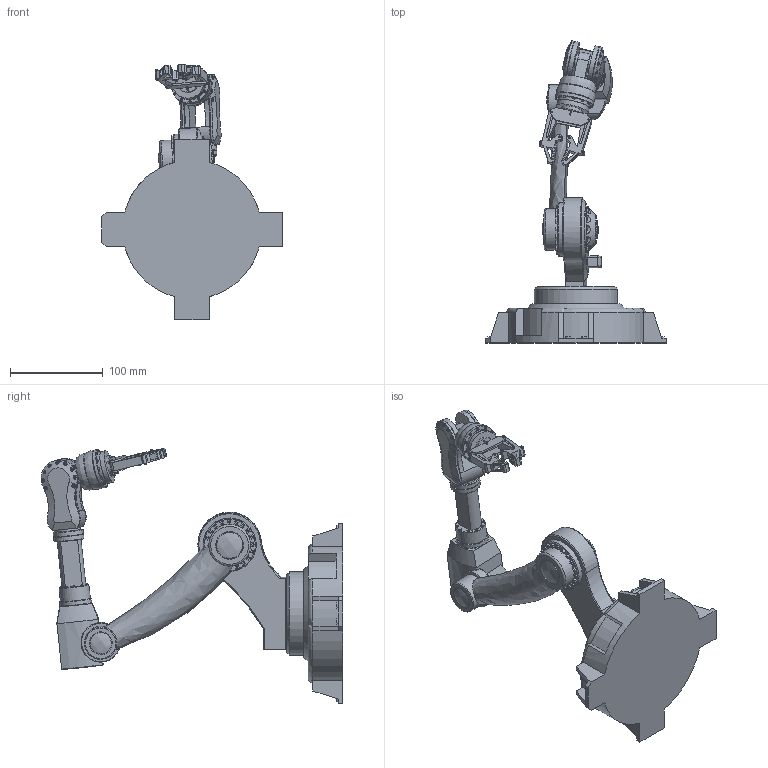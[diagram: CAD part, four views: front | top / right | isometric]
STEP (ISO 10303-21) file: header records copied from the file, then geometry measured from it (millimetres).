
FILE_DESCRIPTION(/* description */ (''),/* implementation_level */ '2;1');
FILE_NAME(/* name */ 'Little Robot Arm.stp',/* time_stamp */ '2025-01-31T12:37:30-05:00',/* author */ ('sara_'),/* organization */ (''),/* preprocessor_version */ 'ST-DEVELOPER v19.2',/* originating_system */ 'Autodesk Inventor 2024',/* authorisation */ '');
FILE_SCHEMA (('AUTOMOTIVE_DESIGN { 1 0 10303 214 3 1 1 }'));
Products named in the file (1): Little Robot Arm
Bounding box: 195.24 x 326.31 x 276.32 mm (x, y, z)
Volume: 1462442.1 mm3; surface area: 196917.8 mm2
Topology: 9 solids, 9 shells, 1576 faces, 3930 edges, 2581 vertices
Faces by surface type: plane 1344, cylinder 192, bspline 19, torus 17, cone 4
Full cylindrical faces by diameter (mm): 1.25 x8, 1.5 x6, 1.75 x8, 6.5 x1, 15 x14, 20 x2, 21 x1, 23 x2, 25 x1, 27.5 x1, 28 x1, 30 x1, 31.5 x1, 32.5 x3, 34.5 x1, 35 x3, 39.5 x1, 41.25 x1, 42 x1, 42.5 x1, 45 x1, 50 x1, 90 x1
Entity records: 52345 total; most frequent: CARTESIAN_POINT 12904, ORIENTED_EDGE 7860, DIRECTION 7374, EDGE_CURVE 3930, LINE 3340, VECTOR 3340, VERTEX_POINT 2581, AXIS2_PLACEMENT_3D 2017
